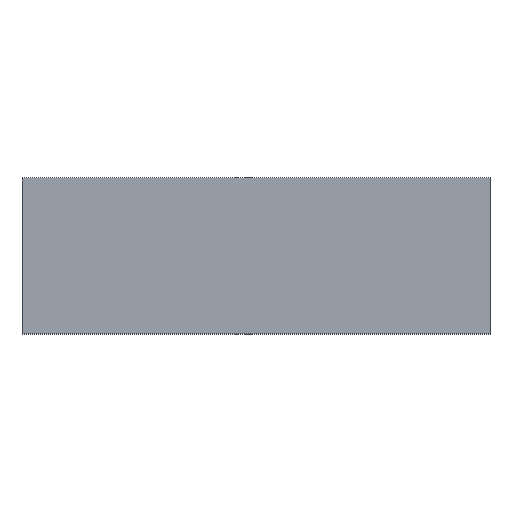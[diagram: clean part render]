
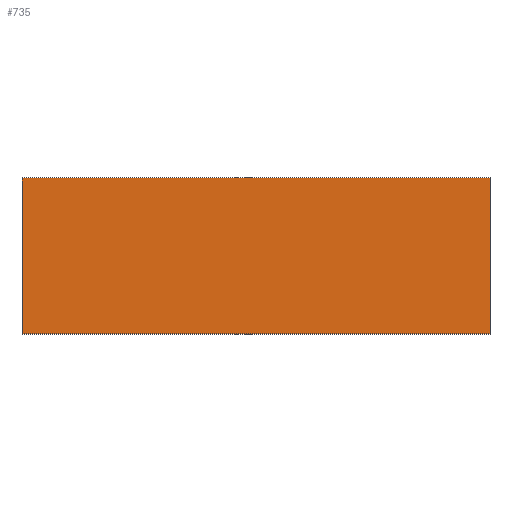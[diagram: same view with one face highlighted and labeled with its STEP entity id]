
A CAD part, top view. The second image highlights one B-rep face of the part: STEP entity #735.
In plain terms, the highlighted planar face has unit normal (0, 0, 1).
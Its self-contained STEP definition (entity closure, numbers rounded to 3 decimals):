
#606 = VERTEX_POINT('',#607);
#607 = CARTESIAN_POINT('',(-22.5,-7.5,1.8));
#622 = VERTEX_POINT('',#623);
#623 = CARTESIAN_POINT('',(-22.5,7.5,1.8));
#629 = EDGE_CURVE('',#606,#622,#630,.T.);
#630 = LINE('',#631,#632);
#631 = CARTESIAN_POINT('',(-22.5,-7.5,1.8));
#632 = VECTOR('',#633,1.);
#633 = DIRECTION('',(0.,1.,0.));
#646 = VERTEX_POINT('',#647);
#647 = CARTESIAN_POINT('',(22.5,-7.5,1.8));
#662 = VERTEX_POINT('',#663);
#663 = CARTESIAN_POINT('',(22.5,7.5,1.8));
#669 = EDGE_CURVE('',#646,#662,#670,.T.);
#670 = LINE('',#671,#672);
#671 = CARTESIAN_POINT('',(22.5,-7.5,1.8));
#672 = VECTOR('',#673,1.);
#673 = DIRECTION('',(0.,1.,0.));
#690 = EDGE_CURVE('',#606,#646,#691,.T.);
#691 = LINE('',#692,#693);
#692 = CARTESIAN_POINT('',(-22.5,-7.5,1.8));
#693 = VECTOR('',#694,1.);
#694 = DIRECTION('',(1.,0.,0.));
#712 = EDGE_CURVE('',#622,#662,#713,.T.);
#713 = LINE('',#714,#715);
#714 = CARTESIAN_POINT('',(-22.5,7.5,1.8));
#715 = VECTOR('',#716,1.);
#716 = DIRECTION('',(1.,0.,0.));
#735 = ADVANCED_FACE('',(#736),#742,.T.);
#736 = FACE_BOUND('',#737,.T.);
#737 = EDGE_LOOP('',(#738,#739,#740,#741));
#738 = ORIENTED_EDGE('',*,*,#629,.F.);
#739 = ORIENTED_EDGE('',*,*,#690,.T.);
#740 = ORIENTED_EDGE('',*,*,#669,.T.);
#741 = ORIENTED_EDGE('',*,*,#712,.F.);
#742 = PLANE('',#743);
#743 = AXIS2_PLACEMENT_3D('',#744,#745,#746);
#744 = CARTESIAN_POINT('',(-22.5,-7.5,1.8));
#745 = DIRECTION('',(0.,0.,1.));
#746 = DIRECTION('',(1.,0.,0.));
